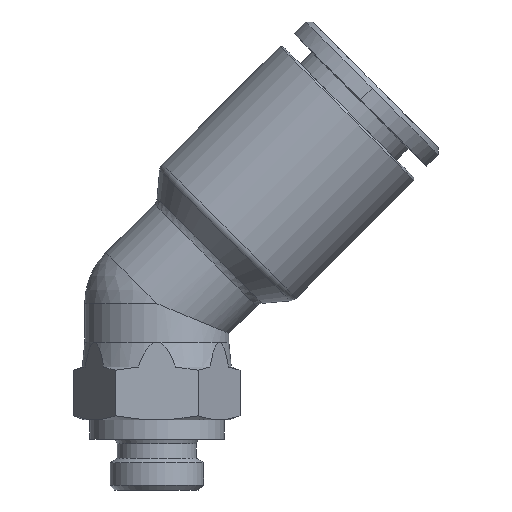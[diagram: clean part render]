
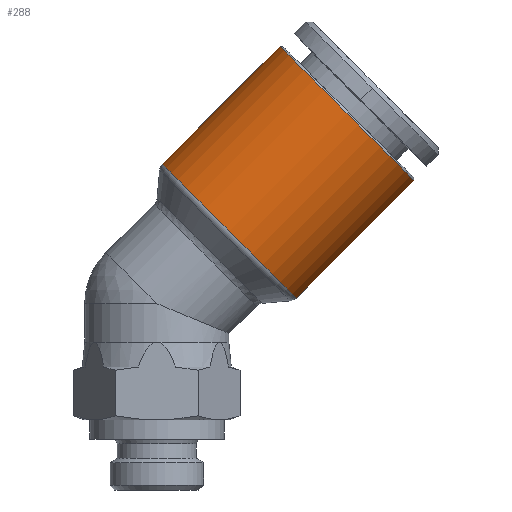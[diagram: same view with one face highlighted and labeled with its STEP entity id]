
A CAD part, front view. The second image highlights one B-rep face of the part: STEP entity #288.
In plain terms, the highlighted cylindrical face has radius 9.85 mm (diameter 19.7 mm), a partial arc.
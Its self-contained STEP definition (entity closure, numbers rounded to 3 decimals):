
#247=CARTESIAN_POINT('',(12.933,0.,18.061));
#248=DIRECTION('',(0.707,0.,0.707));
#249=DIRECTION('',(-0.707,0.,0.707));
#250=AXIS2_PLACEMENT_3D('',#247,#248,#249);
#251=CYLINDRICAL_SURFACE('',#250,9.85);
#252=CARTESIAN_POINT('',(0.569,0.,19.626));
#253=VERTEX_POINT('',#252);
#254=CARTESIAN_POINT('',(12.827,0.,31.885));
#255=VERTEX_POINT('',#254);
#256=CARTESIAN_POINT('',(0.569,0.,19.626));
#257=DIRECTION('',(0.707,0.,0.707));
#258=VECTOR('',#257,17.336);
#259=LINE('',#256,#258);
#260=EDGE_CURVE('',#253,#255,#259,.T.);
#261=ORIENTED_EDGE('',*,*,#260,.F.);
#262=CARTESIAN_POINT('',(14.499,0.,5.696));
#263=VERTEX_POINT('',#262);
#264=CARTESIAN_POINT('',(7.534,0.,12.661));
#265=DIRECTION('',(-0.707,0.,-0.707));
#266=DIRECTION('',(0.707,0.,-0.707));
#267=AXIS2_PLACEMENT_3D('',#264,#265,#266);
#268=CIRCLE('',#267,9.85);
#269=EDGE_CURVE('',#263,#253,#268,.T.);
#270=ORIENTED_EDGE('',*,*,#269,.F.);
#271=CARTESIAN_POINT('',(26.757,0.,17.955));
#272=VERTEX_POINT('',#271);
#273=CARTESIAN_POINT('',(26.757,0.,17.955));
#274=DIRECTION('',(-0.707,0.,-0.707));
#275=VECTOR('',#274,17.336);
#276=LINE('',#273,#275);
#277=EDGE_CURVE('',#272,#263,#276,.T.);
#278=ORIENTED_EDGE('',*,*,#277,.F.);
#279=CARTESIAN_POINT('',(19.792,0.,24.92));
#280=DIRECTION('',(0.707,0.,0.707));
#281=DIRECTION('',(-0.707,0.,0.707));
#282=AXIS2_PLACEMENT_3D('',#279,#280,#281);
#283=CIRCLE('',#282,9.85);
#284=EDGE_CURVE('',#255,#272,#283,.T.);
#285=ORIENTED_EDGE('',*,*,#284,.F.);
#286=EDGE_LOOP('',(#261,#270,#278,#285));
#287=FACE_OUTER_BOUND('',#286,.T.);
#288=ADVANCED_FACE('',(#287),#251,.T.);
